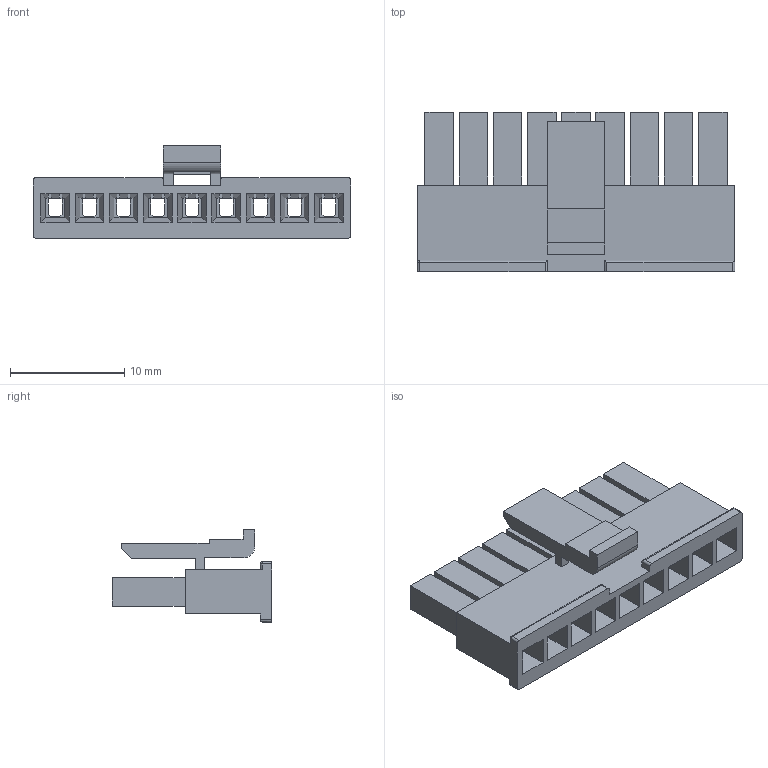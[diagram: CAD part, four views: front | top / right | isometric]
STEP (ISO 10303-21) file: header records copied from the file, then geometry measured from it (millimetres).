
FILE_DESCRIPTION(/* description */ ('Unknown'),/* implementation_level */ '2;1');
FILE_NAME(/* name */ '662009013322',/* time_stamp */ '2019-08-20T09:28:32+02:00',/* author */ ('Unknown'),/* organization */ ('Unknown'),/* preprocessor_version */ 'ST-DEVELOPER v16.7',/* originating_system */ 'DEX',/* authorisation */ $);
FILE_SCHEMA (('AUTOMOTIVE_DESIGN {1 0 10303 214 3 1 1}'));
Length unit declared in the file: millimetre
Products named in the file (2): 6620xx013322; 662009013322
Assembly tree (1 placements, depth 2):
  6620xx013322
    662009013322
Bounding box: 27.85 x 14 x 8.08 mm (x, y, z)
Volume: 763.1 mm3; surface area: 2451.7 mm2
Topology: 1 solids, 1 shells, 434 faces, 1145 edges, 730 vertices
Faces by surface type: plane 422, cylinder 11, sphere 1
Entity records: 13092 total; most frequent: CARTESIAN_POINT 2310, ORIENTED_EDGE 2288, DIRECTION 2035, EDGE_CURVE 1144, LINE 1125, VECTOR 1125, VERTEX_POINT 730, EDGE_LOOP 472
